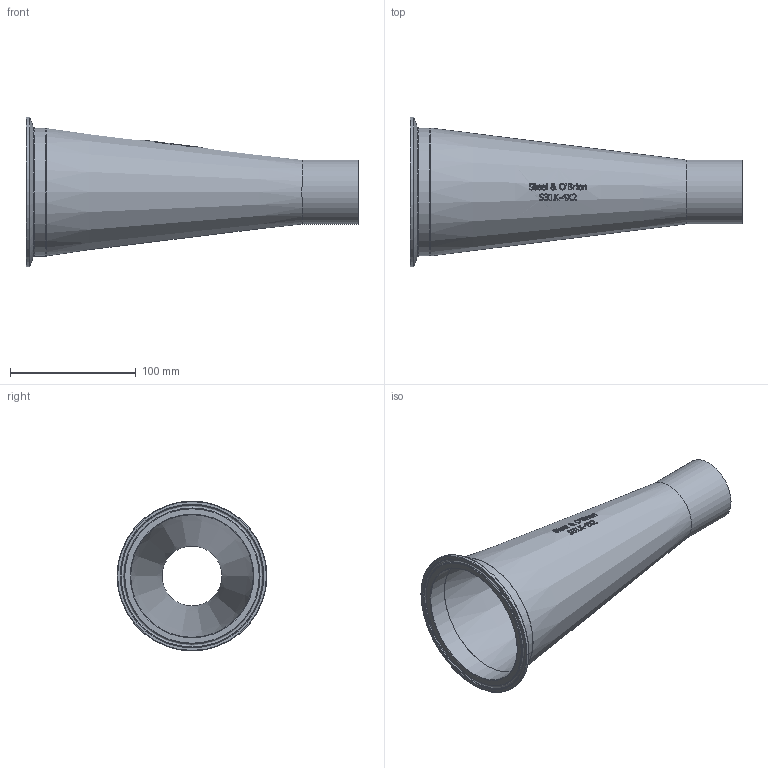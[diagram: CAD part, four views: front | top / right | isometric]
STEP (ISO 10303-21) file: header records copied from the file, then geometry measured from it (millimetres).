
FILE_DESCRIPTION(/* description */ (''),/* implementation_level */ '2;1');
FILE_NAME(/* name */ 'S31K-4X2.stp',/* time_stamp */ '2018-12-03T10:14:40-05:00',/* author */ ('rick'),/* organization */ (''),/* preprocessor_version */ 'ST-DEVELOPER v15.2',/* originating_system */ 'Autodesk Inventor 2014',/* authorisation */ '');
FILE_SCHEMA (('AUTOMOTIVE_DESIGN { 1 0 10303 214 3 1 1 }'));
Length unit declared in the file: inch
Products named in the file (1): S31K-4X2
Bounding box: 263.52 x 118.92 x 118.92 mm (x, y, z)
Volume: 124133.4 mm3; surface area: 126048.8 mm2
Topology: 1 solids, 1 shells, 371 faces, 993 edges, 658 vertices
Faces by surface type: bspline 166, plane 155, cone 36, torus 9, cylinder 5
Full cylindrical faces by diameter (mm): 47.498 x1, 50.8 x1, 97.384 x1, 101.6 x1, 118.923 x1
Entity records: 14452 total; most frequent: CARTESIAN_POINT 6169, ORIENTED_EDGE 1944, DIRECTION 1232, EDGE_CURVE 972, VERTEX_POINT 656, LINE 448, VECTOR 448, EDGE_LOOP 426
